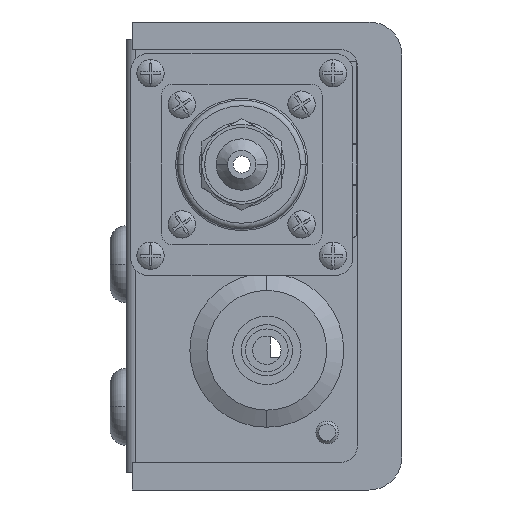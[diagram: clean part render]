
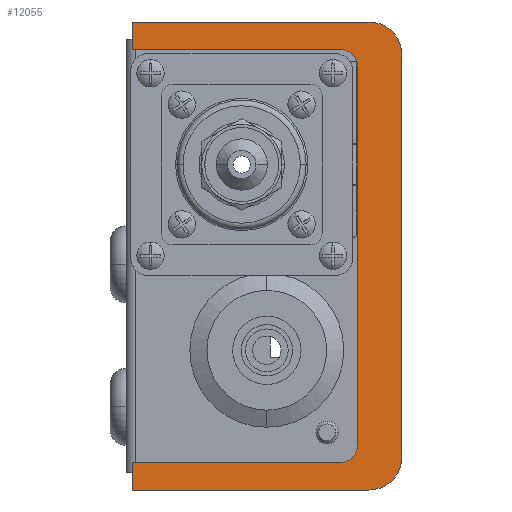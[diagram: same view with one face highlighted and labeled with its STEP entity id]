
A CAD part, front view. The second image highlights one B-rep face of the part: STEP entity #12055.
In plain terms, the highlighted planar face has unit normal (0, -1, 0).
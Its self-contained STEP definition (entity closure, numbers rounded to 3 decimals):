
#4 = CARTESIAN_POINT ( 'NONE',  ( -36.25, -30.25, 7. ) ) ;
#430 = EDGE_CURVE ( 'NONE', #1415, #15007, #28128, .T. ) ;
#612 = VECTOR ( 'NONE', #1869, 1000. ) ;
#1337 = LINE ( 'NONE', #4, #612 ) ;
#1415 = VERTEX_POINT ( 'NONE', #17475 ) ;
#1636 = CARTESIAN_POINT ( 'NONE',  ( 35.25, -30.25, 5. ) ) ;
#1676 = DIRECTION ( 'NONE',  ( 0., 0., 1. ) ) ;
#1755 = VECTOR ( 'NONE', #2937, 1000. ) ;
#1832 = DIRECTION ( 'NONE',  ( 0., 1., 0. ) ) ;
#1869 = DIRECTION ( 'NONE',  ( -1., 0., 0. ) ) ;
#2044 = DIRECTION ( 'NONE',  ( 0., 1., 0. ) ) ;
#2061 = DIRECTION ( 'NONE',  ( 0., 0., 1. ) ) ;
#2181 = ORIENTED_EDGE ( 'NONE', *, *, #23137, .F. ) ;
#2444 = LINE ( 'NONE', #11753, #21394 ) ;
#2826 = VERTEX_POINT ( 'NONE', #26888 ) ;
#2873 = CARTESIAN_POINT ( 'NONE',  ( -40.25, -30.25, 46.5 ) ) ;
#2937 = DIRECTION ( 'NONE',  ( 1., 0., 0. ) ) ;
#3274 = VECTOR ( 'NONE', #13978, 1000. ) ;
#3817 = AXIS2_PLACEMENT_3D ( 'NONE', #13940, #2044, #18685 ) ;
#4007 = EDGE_CURVE ( 'NONE', #15007, #2826, #9078, .T. ) ;
#4946 = VERTEX_POINT ( 'NONE', #15727 ) ;
#6171 = CIRCLE ( 'NONE', #26895, 3. ) ;
#7564 = ORIENTED_EDGE ( 'NONE', *, *, #29051, .T. ) ;
#7953 = CARTESIAN_POINT ( 'NONE',  ( 0., -30.25, -0.8 ) ) ;
#8001 = DIRECTION ( 'NONE',  ( -1., 0., 0. ) ) ;
#8055 = CARTESIAN_POINT ( 'NONE',  ( 41.05, -30.25, 0. ) ) ;
#8308 = VECTOR ( 'NONE', #8001, 1000. ) ;
#8472 = EDGE_CURVE ( 'NONE', #30376, #18038, #14462, .T. ) ;
#8941 = VERTEX_POINT ( 'NONE', #15855 ) ;
#9078 = LINE ( 'NONE', #7953, #8308 ) ;
#9370 = EDGE_CURVE ( 'NONE', #4946, #14627, #1337, .T. ) ;
#9513 = VERTEX_POINT ( 'NONE', #10633 ) ;
#10502 = DIRECTION ( 'NONE',  ( 0., 1., 0. ) ) ;
#10633 = CARTESIAN_POINT ( 'NONE',  ( -41.05, -30.25, 46.5 ) ) ;
#11750 = EDGE_CURVE ( 'NONE', #23580, #9513, #2444, .T. ) ;
#11753 = CARTESIAN_POINT ( 'NONE',  ( -41.05, -30.25, 0. ) ) ;
#12055 = ADVANCED_FACE ( 'NONE', ( #21005 ), #30426, .F. ) ;
#12329 = CARTESIAN_POINT ( 'NONE',  ( 36.25, -30.25, 46.5 ) ) ;
#12725 = CIRCLE ( 'NONE', #19156, 3. ) ;
#13219 = CARTESIAN_POINT ( 'NONE',  ( -33.25, -30.25, 10. ) ) ;
#13940 = CARTESIAN_POINT ( 'NONE',  ( -40.25, -30.25, 46.5 ) ) ;
#13978 = DIRECTION ( 'NONE',  ( 0., 0., 1. ) ) ;
#14462 = LINE ( 'NONE', #2873, #1755 ) ;
#14473 = VERTEX_POINT ( 'NONE', #22082 ) ;
#14627 = VERTEX_POINT ( 'NONE', #15572 ) ;
#15007 = VERTEX_POINT ( 'NONE', #22160 ) ;
#15246 = EDGE_CURVE ( 'NONE', #26423, #4946, #12725, .T. ) ;
#15533 = AXIS2_PLACEMENT_3D ( 'NONE', #1636, #1832, #2061 ) ;
#15572 = CARTESIAN_POINT ( 'NONE',  ( -33.25, -30.25, 7. ) ) ;
#15595 = DIRECTION ( 'NONE',  ( 0., 0., 1. ) ) ;
#15727 = CARTESIAN_POINT ( 'NONE',  ( 33.25, -30.25, 7. ) ) ;
#15757 = CIRCLE ( 'NONE', #23634, 5.8 ) ;
#15855 = CARTESIAN_POINT ( 'NONE',  ( -36.25, -30.25, 10. ) ) ;
#15946 = DIRECTION ( 'NONE',  ( 0., 1., 0. ) ) ;
#16726 = CARTESIAN_POINT ( 'NONE',  ( -40.25, -30.25, 46.5 ) ) ;
#16811 = ORIENTED_EDGE ( 'NONE', *, *, #430, .F. ) ;
#17475 = CARTESIAN_POINT ( 'NONE',  ( 41.05, -30.25, 5. ) ) ;
#18038 = VERTEX_POINT ( 'NONE', #18618 ) ;
#18228 = LINE ( 'NONE', #8055, #30021 ) ;
#18485 = EDGE_CURVE ( 'NONE', #14627, #8941, #6171, .T. ) ;
#18618 = CARTESIAN_POINT ( 'NONE',  ( 41.05, -30.25, 46.5 ) ) ;
#18685 = DIRECTION ( 'NONE',  ( 0., 0., 1. ) ) ;
#19156 = AXIS2_PLACEMENT_3D ( 'NONE', #30070, #15946, #1676 ) ;
#19869 = DIRECTION ( 'NONE',  ( 0., 0., -1. ) ) ;
#20866 = EDGE_CURVE ( 'NONE', #2826, #23580, #15757, .T. ) ;
#20930 = VECTOR ( 'NONE', #28357, 1000. ) ;
#20998 = CARTESIAN_POINT ( 'NONE',  ( 36.25, -30.25, 10. ) ) ;
#21005 = FACE_OUTER_BOUND ( 'NONE', #30496, .T. ) ;
#21067 = ORIENTED_EDGE ( 'NONE', *, *, #11750, .F. ) ;
#21394 = VECTOR ( 'NONE', #28175, 1000. ) ;
#22082 = CARTESIAN_POINT ( 'NONE',  ( -36.25, -30.25, 46.5 ) ) ;
#22160 = CARTESIAN_POINT ( 'NONE',  ( 35.25, -30.25, -0.8 ) ) ;
#22400 = LINE ( 'NONE', #25957, #20930 ) ;
#23137 = EDGE_CURVE ( 'NONE', #18038, #1415, #18228, .T. ) ;
#23491 = ORIENTED_EDGE ( 'NONE', *, *, #24723, .T. ) ;
#23580 = VERTEX_POINT ( 'NONE', #30031 ) ;
#23634 = AXIS2_PLACEMENT_3D ( 'NONE', #24677, #10502, #27047 ) ;
#23826 = DIRECTION ( 'NONE',  ( 1., 0., 0. ) ) ;
#23861 = ORIENTED_EDGE ( 'NONE', *, *, #4007, .F. ) ;
#24375 = ORIENTED_EDGE ( 'NONE', *, *, #15246, .T. ) ;
#24677 = CARTESIAN_POINT ( 'NONE',  ( -35.25, -30.25, 5. ) ) ;
#24723 = EDGE_CURVE ( 'NONE', #8941, #14473, #27757, .T. ) ;
#25256 = ORIENTED_EDGE ( 'NONE', *, *, #20866, .F. ) ;
#25957 = CARTESIAN_POINT ( 'NONE',  ( 36.25, -30.25, 7. ) ) ;
#26423 = VERTEX_POINT ( 'NONE', #20998 ) ;
#26518 = VECTOR ( 'NONE', #23826, 1000. ) ;
#26888 = CARTESIAN_POINT ( 'NONE',  ( -35.25, -30.25, -0.8 ) ) ;
#26895 = AXIS2_PLACEMENT_3D ( 'NONE', #13219, #29713, #15595 ) ;
#27047 = DIRECTION ( 'NONE',  ( 0., 0., 1. ) ) ;
#27190 = EDGE_CURVE ( 'NONE', #9513, #14473, #28011, .T. ) ;
#27308 = ORIENTED_EDGE ( 'NONE', *, *, #8472, .F. ) ;
#27757 = LINE ( 'NONE', #28119, #3274 ) ;
#28011 = LINE ( 'NONE', #16726, #26518 ) ;
#28119 = CARTESIAN_POINT ( 'NONE',  ( -36.25, -30.25, 46.5 ) ) ;
#28128 = CIRCLE ( 'NONE', #15533, 5.8 ) ;
#28175 = DIRECTION ( 'NONE',  ( 0., 0., 1. ) ) ;
#28357 = DIRECTION ( 'NONE',  ( 0., 0., -1. ) ) ;
#29051 = EDGE_CURVE ( 'NONE', #30376, #26423, #22400, .T. ) ;
#29713 = DIRECTION ( 'NONE',  ( 0., 1., 0. ) ) ;
#29724 = ORIENTED_EDGE ( 'NONE', *, *, #18485, .T. ) ;
#30021 = VECTOR ( 'NONE', #19869, 1000. ) ;
#30031 = CARTESIAN_POINT ( 'NONE',  ( -41.05, -30.25, 5. ) ) ;
#30070 = CARTESIAN_POINT ( 'NONE',  ( 33.25, -30.25, 10. ) ) ;
#30273 = ORIENTED_EDGE ( 'NONE', *, *, #9370, .T. ) ;
#30376 = VERTEX_POINT ( 'NONE', #12329 ) ;
#30426 = PLANE ( 'NONE',  #3817 ) ;
#30475 = ORIENTED_EDGE ( 'NONE', *, *, #27190, .F. ) ;
#30496 = EDGE_LOOP ( 'NONE', ( #30475, #21067, #25256, #23861, #16811, #2181, #27308, #7564, #24375, #30273, #29724, #23491 ) ) ;
